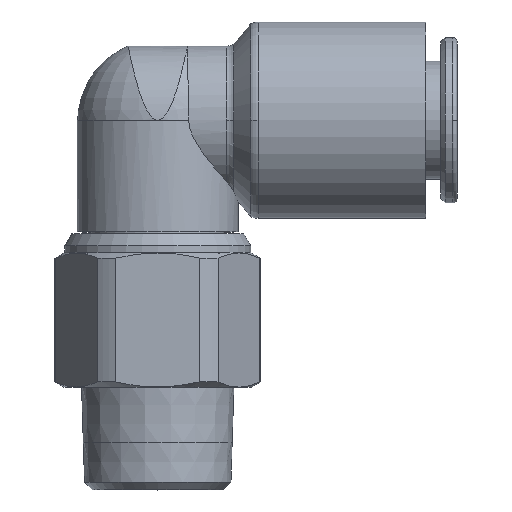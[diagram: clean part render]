
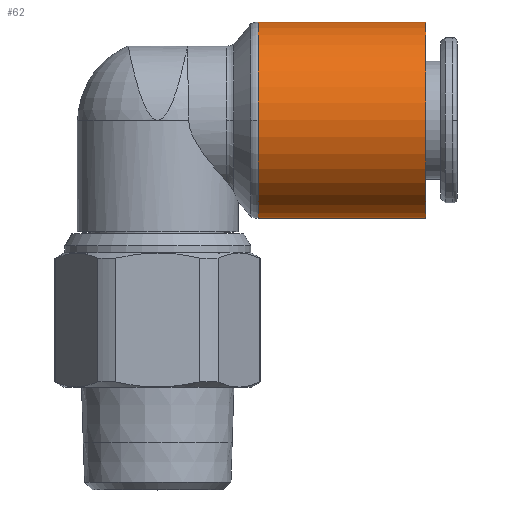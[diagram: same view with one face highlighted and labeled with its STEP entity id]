
A CAD part, top view. The second image highlights one B-rep face of the part: STEP entity #62.
In plain terms, the highlighted cylindrical face has radius 11 mm (diameter 22 mm), a partial arc.
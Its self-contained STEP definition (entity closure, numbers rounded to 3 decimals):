
#62=ADVANCED_FACE('',(#166),#167,.T.);
#166=FACE_OUTER_BOUND('',#349,.T.);
#167=CYLINDRICAL_SURFACE('',#350,11.0);
#349=EDGE_LOOP('',(#618,#619,#620,#621,#622));
#350=AXIS2_PLACEMENT_3D('',#623,#624,#625);
#618=ORIENTED_EDGE('',*,*,#1241,.F.);
#619=ORIENTED_EDGE('',*,*,#1242,.T.);
#620=ORIENTED_EDGE('',*,*,#1243,.T.);
#621=ORIENTED_EDGE('',*,*,#1244,.F.);
#622=ORIENTED_EDGE('',*,*,#1245,.F.);
#623=CARTESIAN_POINT('',(20.62,41.372,0.0));
#624=DIRECTION('',(1.0,0.0,0.0));
#625=DIRECTION('',(0.0,1.0,0.0));
#1241=EDGE_CURVE('',#1503,#1504,#1505,.T.);
#1242=EDGE_CURVE('',#1503,#1506,#1507,.T.);
#1243=EDGE_CURVE('',#1506,#1508,#1509,.T.);
#1244=EDGE_CURVE('',#1510,#1508,#1511,.T.);
#1245=EDGE_CURVE('',#1504,#1510,#1512,.T.);
#1503=VERTEX_POINT('',#2116);
#1504=VERTEX_POINT('',#2117);
#1505=LINE('',#2118,#2119);
#1506=VERTEX_POINT('',#2120);
#1507=CIRCLE('',#2121,11.0);
#1508=VERTEX_POINT('',#2122);
#1509=CIRCLE('',#2123,11.0);
#1510=VERTEX_POINT('',#2124);
#1511=LINE('',#2125,#2126);
#1512=CIRCLE('',#2127,11.0);
#2116=CARTESIAN_POINT('',(11.241,52.372,0.0));
#2117=CARTESIAN_POINT('',(30.,52.372,0.0));
#2118=CARTESIAN_POINT('',(20.62,52.372,0.));
#2119=VECTOR('',#2982,1.0);
#2120=CARTESIAN_POINT('',(11.241,41.372,11.0));
#2121=AXIS2_PLACEMENT_3D('',#2983,#2984,#2985);
#2122=CARTESIAN_POINT('',(11.241,30.372,0.));
#2123=AXIS2_PLACEMENT_3D('',#2986,#2987,#2988);
#2124=CARTESIAN_POINT('',(30.,30.372,0.));
#2125=CARTESIAN_POINT('',(20.62,30.372,0.));
#2126=VECTOR('',#2989,1.0);
#2127=AXIS2_PLACEMENT_3D('',#2990,#2991,#2992);
#2982=DIRECTION('',(1.0,0.0,0.0));
#2983=CARTESIAN_POINT('',(11.241,41.372,0.0));
#2984=DIRECTION('',(1.0,0.0,0.0));
#2985=DIRECTION('',(0.0,1.0,0.0));
#2986=CARTESIAN_POINT('',(11.241,41.372,0.0));
#2987=DIRECTION('',(1.0,0.0,0.0));
#2988=DIRECTION('',(0.0,1.0,0.0));
#2989=DIRECTION('',(-1.0,-0.0,-0.0));
#2990=CARTESIAN_POINT('',(30.,41.372,0.0));
#2991=DIRECTION('',(1.0,0.0,0.0));
#2992=DIRECTION('',(0.0,1.0,0.0));
